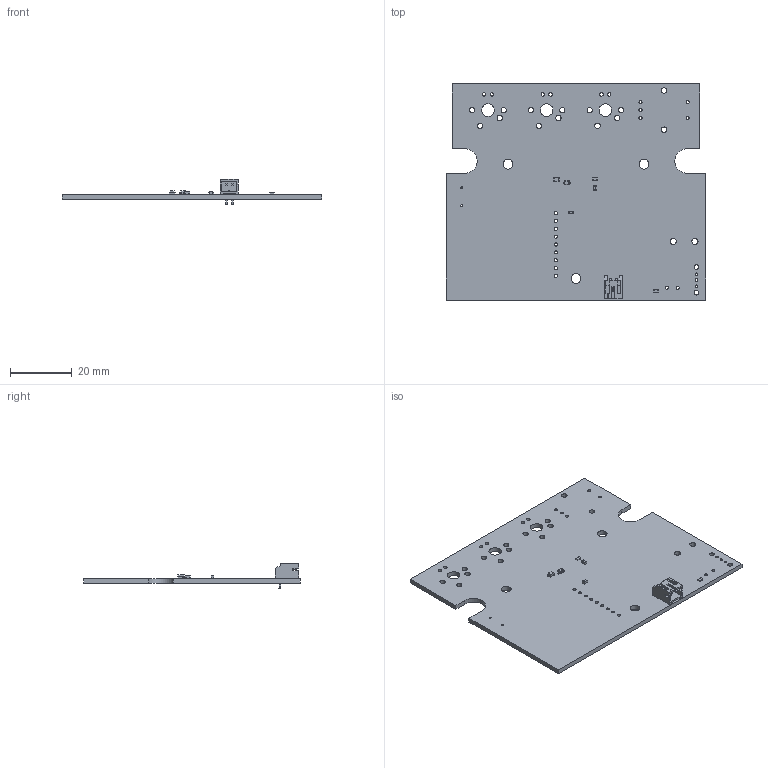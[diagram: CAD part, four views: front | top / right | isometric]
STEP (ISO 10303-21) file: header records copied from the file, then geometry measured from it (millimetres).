
FILE_DESCRIPTION(('KiCad electronic assembly'),'2;1');
FILE_NAME('Music Player.step','2026-01-07T23:05:54',('Pcbnew'),('Kicad') ,'Open CASCADE STEP processor 7.9','KiCad to STEP converter','Unknown' );
FILE_SCHEMA(('AUTOMOTIVE_DESIGN { 1 0 10303 214 1 1 1 1 }'));
Length unit declared in the file: millimetre
Products named in the file (7): Music Player 1; C_0603_1608Metric; JST_PH_S2B-PH-K_1x02_P2.00mm_Horizontal; R_0603_1608Metric; D_SOD-323; LED_0805_2012Metric; Music Player_PCB
Assembly tree (8 placements, depth 2):
  Music Player 1
    C_0603_1608Metric  x2
    JST_PH_S2B-PH-K_1x02_P2.00mm_Horizontal
    R_0603_1608Metric  x2
    D_SOD-323
    LED_0805_2012Metric
    Music Player_PCB
Bounding box: 84 x 70 x 8.25 mm (x, y, z)
Volume: 8444.2 mm3; surface area: 12297.9 mm2
Topology: 8 solids, 8 shells, 394 faces, 1068 edges, 696 vertices
Faces by surface type: plane 261, cylinder 117, bspline 16
Full cylindrical faces by diameter (mm): 0.65 x2, 0.75 x2, 0.8 x3, 1 x7, 1.016 x9, 1.092 x6, 1.5 x2, 1.707 x6, 1.753 x6, 1.8 x2, 2 x2, 3.2 x3, 4.089 x3
Entity records: 13027 total; most frequent: CARTESIAN_POINT 1953, ORIENTED_EDGE 1856, DIRECTION 1764, EDGE_CURVE 928, LINE 710, VECTOR 710, VERTEX_POINT 604, AXIS2_PLACEMENT_3D 527
